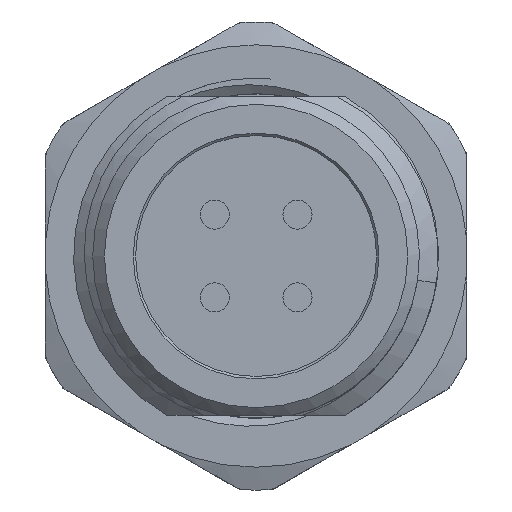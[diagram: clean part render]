
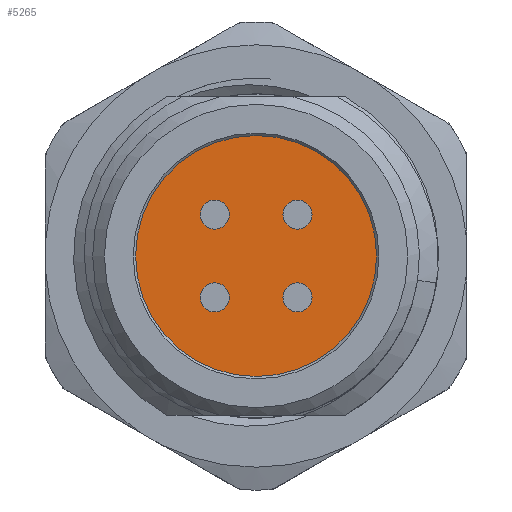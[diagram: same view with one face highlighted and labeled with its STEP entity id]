
A CAD part, left-side view. The second image highlights one B-rep face of the part: STEP entity #5265.
In plain terms, the highlighted planar face has unit normal (-1, 0, 0).
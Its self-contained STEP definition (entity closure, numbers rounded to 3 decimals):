
#2131=ORIENTED_EDGE('',*,*,#2901,.T.);
#2901=EDGE_CURVE('',#3469,#3469,#3804,.F.);
#3469=VERTEX_POINT('',#29723);
#3804=CIRCLE('',#5976,5.15);
#4293=EDGE_LOOP('',(#2131));
#4783=FACE_BOUND('',#4293,.T.);
#4951=PLANE('',#6048);
#5265=ADVANCED_FACE('',(#4783),#4951,.F.);
#5976=AXIS2_PLACEMENT_3D('',#29722,#7165,#7166);
#6048=AXIS2_PLACEMENT_3D('',#29879,#7343,#7344);
#7165=DIRECTION('',(1.,0.,0.));
#7166=DIRECTION('',(0.,0.,-1.));
#7343=DIRECTION('',(1.,0.,0.));
#7344=DIRECTION('',(0.,0.,-1.));
#29722=CARTESIAN_POINT('',(-3.25,0.,0.));
#29723=CARTESIAN_POINT('',(-3.25,0.,-5.15));
#29879=CARTESIAN_POINT('',(-3.25,0.,0.));
